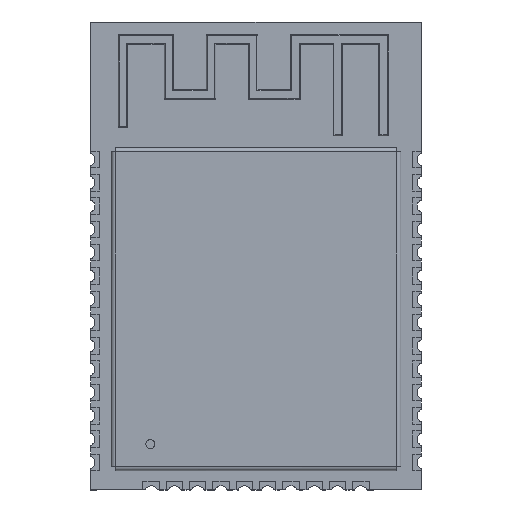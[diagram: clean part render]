
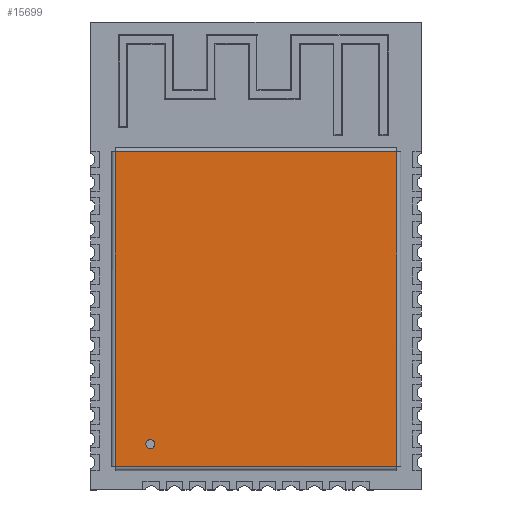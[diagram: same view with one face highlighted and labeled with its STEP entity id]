
A CAD part, top view. The second image highlights one B-rep face of the part: STEP entity #15699.
In plain terms, the highlighted planar face has unit normal (0, 0, 1).
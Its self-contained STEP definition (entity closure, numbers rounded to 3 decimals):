
#76=FACE_BOUND('',#1921,.T.);
#1052=FACE_OUTER_BOUND('',#1920,.T.);
#1920=EDGE_LOOP('',(#13654,#13655,#13656,#13657));
#1921=EDGE_LOOP('',(#13658));
#2233=CIRCLE('',#16823,0.25);
#3979=LINE('',#25199,#5920);
#3980=LINE('',#25201,#5921);
#3981=LINE('',#25203,#5922);
#3982=LINE('',#25204,#5923);
#5920=VECTOR('',#20572,1000.);
#5921=VECTOR('',#20573,1000.);
#5922=VECTOR('',#20574,1000.);
#5923=VECTOR('',#20575,1000.);
#7433=VERTEX_POINT('',#25169);
#7442=VERTEX_POINT('',#25197);
#7443=VERTEX_POINT('',#25198);
#7444=VERTEX_POINT('',#25200);
#7445=VERTEX_POINT('',#25202);
#9532=EDGE_CURVE('',#7433,#7433,#2233,.T.);
#9545=EDGE_CURVE('',#7442,#7443,#3979,.T.);
#9546=EDGE_CURVE('',#7443,#7444,#3980,.T.);
#9547=EDGE_CURVE('',#7444,#7445,#3981,.T.);
#9548=EDGE_CURVE('',#7445,#7442,#3982,.T.);
#13654=ORIENTED_EDGE('',*,*,#9545,.T.);
#13655=ORIENTED_EDGE('',*,*,#9546,.T.);
#13656=ORIENTED_EDGE('',*,*,#9547,.T.);
#13657=ORIENTED_EDGE('',*,*,#9548,.T.);
#13658=ORIENTED_EDGE('',*,*,#9532,.T.);
#14878=PLANE('',#16828);
#15699=ADVANCED_FACE('',(#1052,#76),#14878,.T.);
#16823=AXIS2_PLACEMENT_3D('',#25171,#20548,#20549);
#16828=AXIS2_PLACEMENT_3D('',#25196,#20570,#20571);
#20548=DIRECTION('center_axis',(0.,0.,
-1.));
#20549=DIRECTION('ref_axis',(0.,-1.,0.));
#20570=DIRECTION('center_axis',(0.,0.,
1.));
#20571=DIRECTION('ref_axis',(0.,-1.,0.));
#20572=DIRECTION('',(-1.,0.,0.));
#20573=DIRECTION('',(0.,-1.,0.));
#20574=DIRECTION('',(1.,0.,0.));
#20575=DIRECTION('',(0.,1.,0.));
#25169=CARTESIAN_POINT('',(3.245,2.748,3.25));
#25171=CARTESIAN_POINT('Origin',(3.245,2.498,3.25));
#25196=CARTESIAN_POINT('Origin',(9.,12.75,3.25));
#25197=CARTESIAN_POINT('',(16.675,18.425,3.25));
#25198=CARTESIAN_POINT('',(1.325,18.425,3.25));
#25199=CARTESIAN_POINT('',(9.,18.425,3.25));
#25200=CARTESIAN_POINT('',(1.325,1.275,3.25));
#25201=CARTESIAN_POINT('',(1.325,12.75,3.25));
#25202=CARTESIAN_POINT('',(16.675,1.275,3.25));
#25203=CARTESIAN_POINT('',(9.,1.275,3.25));
#25204=CARTESIAN_POINT('',(16.675,12.75,3.25));
